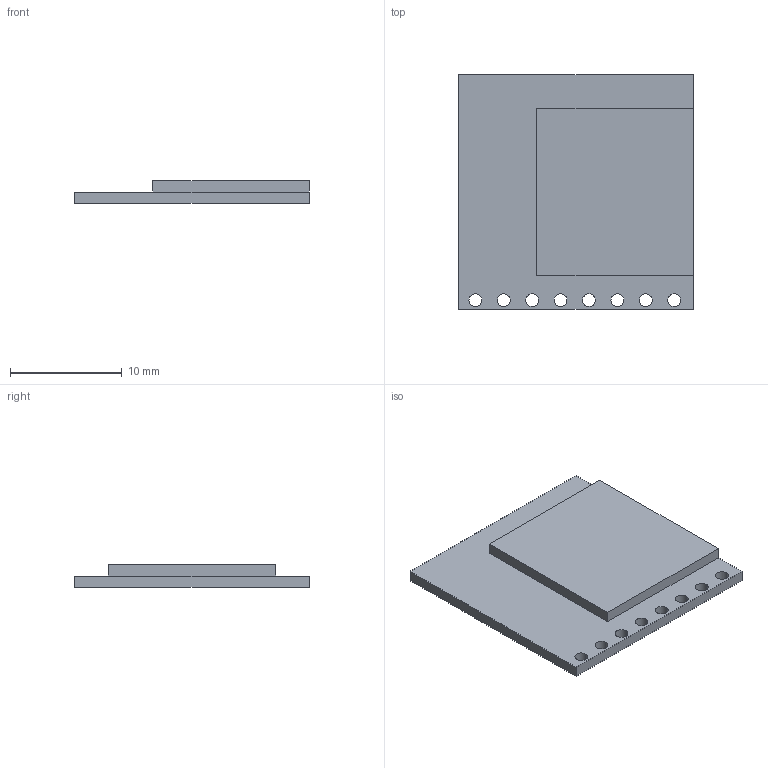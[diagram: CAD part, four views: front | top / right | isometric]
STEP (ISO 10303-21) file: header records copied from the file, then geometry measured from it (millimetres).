
FILE_DESCRIPTION (( 'STEP AP214' ), '1' );
FILE_NAME ('DFPlayer.STEP', '2018-04-16T15:19:43', ( 'Pol_zovatel_ Windows' ), ( '' ), 'SwSTEP 2.0', 'SolidWorks 2016', '' );
FILE_SCHEMA (( 'AUTOMOTIVE_DESIGN' ));
Length unit declared in the file: millimetre
Products named in the file (1): DFPlayer
Bounding box: 21 x 21 x 2 mm (x, y, z)
Volume: 642.8 mm3; surface area: 1456.3 mm2
Topology: 2 solids, 2 shells, 28 faces, 72 edges, 48 vertices
Faces by surface type: cylinder 16, plane 12
Entity records: 1009 total; most frequent: DIRECTION 162, CARTESIAN_POINT 149, ORIENTED_EDGE 144, EDGE_CURVE 72, AXIS2_PLACEMENT_3D 61, VERTEX_POINT 48, EDGE_LOOP 44, VECTOR 40
